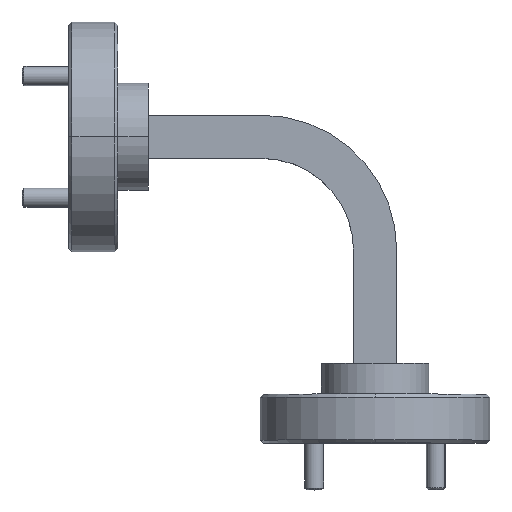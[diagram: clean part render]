
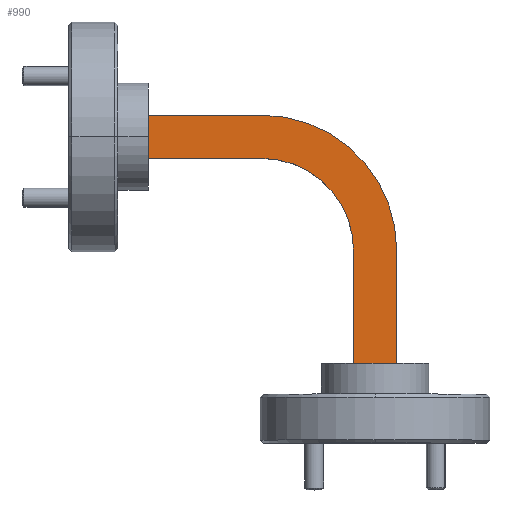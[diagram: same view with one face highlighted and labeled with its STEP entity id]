
A CAD part, top view. The second image highlights one B-rep face of the part: STEP entity #990.
In plain terms, the highlighted planar face has unit normal (0, 0, 1).
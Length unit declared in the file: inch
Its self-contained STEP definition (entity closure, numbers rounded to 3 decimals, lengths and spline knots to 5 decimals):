
#6 = LINE ( 'NONE', #1467, #4820 ) ;
#80 = CIRCLE ( 'NONE', #950, 0.44026 ) ;
#82 = EDGE_CURVE ( 'NONE', #427, #2832, #3726, .T. ) ;
#210 = CARTESIAN_POINT ( 'NONE',  ( -2.48298, 1.07313, 0.7974 ) ) ;
#308 = CARTESIAN_POINT ( 'NONE',  ( -2.18372, 0.77386, 0.7974 ) ) ;
#351 = EDGE_CURVE ( 'NONE', #2222, #2825, #4530, .T. ) ;
#359 = CARTESIAN_POINT ( 'NONE',  ( -2.48298, 1.21413, 0.7974 ) ) ;
#390 = DIRECTION ( 'NONE',  ( -1., 0., 0. ) ) ;
#398 = CARTESIAN_POINT ( 'NONE',  ( -2.04272, 0.77386, 0.7974 ) ) ;
#413 = VERTEX_POINT ( 'NONE', #2025 ) ;
#416 = VECTOR ( 'NONE', #3721, 39.37008 ) ;
#427 = VERTEX_POINT ( 'NONE', #934 ) ;
#561 = CIRCLE ( 'NONE', #4084, 0.29926 ) ;
#619 = PLANE ( 'NONE',  #2780 ) ;
#724 = DIRECTION ( 'NONE',  ( 0., 0., -1. ) ) ;
#733 = LINE ( 'NONE', #2176, #2995 ) ;
#771 = DIRECTION ( 'NONE',  ( 0., 1., 0. ) ) ;
#858 = ORIENTED_EDGE ( 'NONE', *, *, #1330, .F. ) ;
#934 = CARTESIAN_POINT ( 'NONE',  ( -2.48298, 1.21413, 0.7974 ) ) ;
#950 = AXIS2_PLACEMENT_3D ( 'NONE', #2730, #2254, #390 ) ;
#990 = ADVANCED_FACE ( 'NONE', ( #3572 ), #619, .T. ) ;
#1320 = EDGE_CURVE ( 'NONE', #413, #2832, #6, .T. ) ;
#1330 = EDGE_CURVE ( 'NONE', #2897, #4270, #2290, .T. ) ;
#1467 = CARTESIAN_POINT ( 'NONE',  ( -2.85322, 1.07313, 0.7974 ) ) ;
#1695 = CARTESIAN_POINT ( 'NONE',  ( -2.48298, 0.40363, 0.7974 ) ) ;
#1729 = ORIENTED_EDGE ( 'NONE', *, *, #351, .T. ) ;
#1821 = EDGE_CURVE ( 'NONE', #4069, #413, #733, .T. ) ;
#1864 = DIRECTION ( 'NONE',  ( -1., 0., 0. ) ) ;
#1901 = DIRECTION ( 'NONE',  ( 0., -1., 0. ) ) ;
#1932 = DIRECTION ( 'NONE',  ( -1., 0., 0. ) ) ;
#1997 = CARTESIAN_POINT ( 'NONE',  ( -2.85322, 1.21413, 0.7974 ) ) ;
#2025 = CARTESIAN_POINT ( 'NONE',  ( -2.85322, 1.07313, 0.7974 ) ) ;
#2076 = ORIENTED_EDGE ( 'NONE', *, *, #1320, .F. ) ;
#2091 = EDGE_LOOP ( 'NONE', ( #2684, #858, #2912, #4127, #2076, #2489, #3155, #1729 ) ) ;
#2176 = CARTESIAN_POINT ( 'NONE',  ( -2.48298, 1.07313, 0.7974 ) ) ;
#2222 = VERTEX_POINT ( 'NONE', #308 ) ;
#2254 = DIRECTION ( 'NONE',  ( 0., 0., -1. ) ) ;
#2290 = LINE ( 'NONE', #398, #4195 ) ;
#2339 = EDGE_CURVE ( 'NONE', #4069, #2222, #561, .T. ) ;
#2360 = CARTESIAN_POINT ( 'NONE',  ( -2.48298, 1.07313, 0.7974 ) ) ;
#2489 = ORIENTED_EDGE ( 'NONE', *, *, #1821, .F. ) ;
#2506 = EDGE_CURVE ( 'NONE', #4270, #2825, #4294, .T. ) ;
#2684 = ORIENTED_EDGE ( 'NONE', *, *, #2506, .F. ) ;
#2730 = CARTESIAN_POINT ( 'NONE',  ( -2.48298, 0.77386, 0.7974 ) ) ;
#2738 = CARTESIAN_POINT ( 'NONE',  ( -2.18372, 0.40363, 0.7974 ) ) ;
#2780 = AXIS2_PLACEMENT_3D ( 'NONE', #210, #4745, #3592 ) ;
#2825 = VERTEX_POINT ( 'NONE', #2738 ) ;
#2832 = VERTEX_POINT ( 'NONE', #1997 ) ;
#2897 = VERTEX_POINT ( 'NONE', #3574 ) ;
#2908 = VECTOR ( 'NONE', #4683, 39.37008 ) ;
#2912 = ORIENTED_EDGE ( 'NONE', *, *, #4099, .F. ) ;
#2977 = CARTESIAN_POINT ( 'NONE',  ( -2.48298, 0.77386, 0.7974 ) ) ;
#2995 = VECTOR ( 'NONE', #3727, 39.37008 ) ;
#3155 = ORIENTED_EDGE ( 'NONE', *, *, #2339, .T. ) ;
#3273 = CARTESIAN_POINT ( 'NONE',  ( -2.04272, 0.40363, 0.7974 ) ) ;
#3572 = FACE_OUTER_BOUND ( 'NONE', #2091, .T. ) ;
#3574 = CARTESIAN_POINT ( 'NONE',  ( -2.04272, 0.77386, 0.7974 ) ) ;
#3592 = DIRECTION ( 'NONE',  ( 1., 0., 0. ) ) ;
#3708 = VECTOR ( 'NONE', #1864, 39.37008 ) ;
#3721 = DIRECTION ( 'NONE',  ( 0., -1., 0. ) ) ;
#3726 = LINE ( 'NONE', #359, #3708 ) ;
#3727 = DIRECTION ( 'NONE',  ( -1., 0., 0. ) ) ;
#4069 = VERTEX_POINT ( 'NONE', #2360 ) ;
#4084 = AXIS2_PLACEMENT_3D ( 'NONE', #2977, #724, #1932 ) ;
#4099 = EDGE_CURVE ( 'NONE', #427, #2897, #80, .T. ) ;
#4127 = ORIENTED_EDGE ( 'NONE', *, *, #82, .T. ) ;
#4195 = VECTOR ( 'NONE', #1901, 39.37008 ) ;
#4270 = VERTEX_POINT ( 'NONE', #3273 ) ;
#4294 = LINE ( 'NONE', #1695, #2908 ) ;
#4484 = CARTESIAN_POINT ( 'NONE',  ( -2.18372, 0.77386, 0.7974 ) ) ;
#4530 = LINE ( 'NONE', #4484, #416 ) ;
#4683 = DIRECTION ( 'NONE',  ( -1., 0., 0. ) ) ;
#4745 = DIRECTION ( 'NONE',  ( 0., 0., 1. ) ) ;
#4820 = VECTOR ( 'NONE', #771, 39.37008 ) ;
